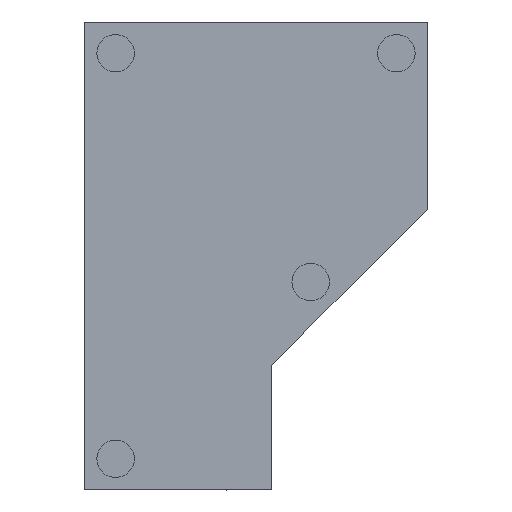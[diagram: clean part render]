
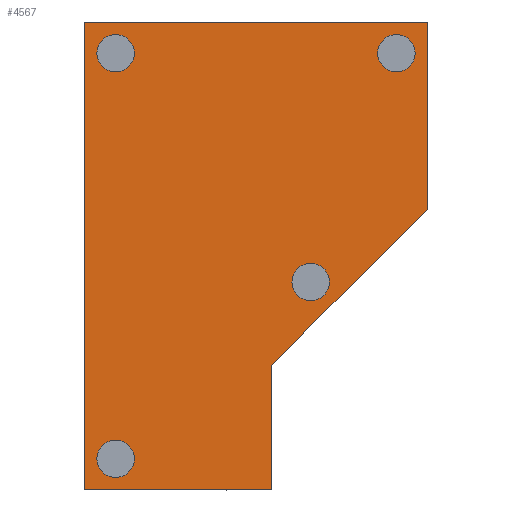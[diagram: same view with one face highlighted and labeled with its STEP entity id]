
A CAD part, front view. The second image highlights one B-rep face of the part: STEP entity #4567.
In plain terms, the highlighted planar face has unit normal (0, -1, 0).
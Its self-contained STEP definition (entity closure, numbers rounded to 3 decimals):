
#144=FACE_BOUND('',#674,.T.);
#145=FACE_BOUND('',#675,.T.);
#146=FACE_BOUND('',#676,.T.);
#147=FACE_BOUND('',#677,.T.);
#186=CIRCLE('',#4820,3.);
#188=CIRCLE('',#4824,3.);
#190=CIRCLE('',#4828,3.);
#192=CIRCLE('',#4832,3.);
#417=FACE_OUTER_BOUND('',#673,.T.);
#673=EDGE_LOOP('',(#3334,#3335,#3336,#3337,#3338,#3339));
#674=EDGE_LOOP('',(#3340));
#675=EDGE_LOOP('',(#3341));
#676=EDGE_LOOP('',(#3342));
#677=EDGE_LOOP('',(#3343));
#1029=LINE('',#6987,#1516);
#1030=LINE('',#6989,#1517);
#1031=LINE('',#6991,#1518);
#1032=LINE('',#6993,#1519);
#1033=LINE('',#6995,#1520);
#1034=LINE('',#6996,#1521);
#1516=VECTOR('',#5633,10.);
#1517=VECTOR('',#5634,10.);
#1518=VECTOR('',#5635,10.);
#1519=VECTOR('',#5636,10.);
#1520=VECTOR('',#5637,10.);
#1521=VECTOR('',#5638,10.);
#1921=VERTEX_POINT('',#6792);
#1923=VERTEX_POINT('',#6799);
#1925=VERTEX_POINT('',#6806);
#1927=VERTEX_POINT('',#6813);
#1989=VERTEX_POINT('',#6985);
#1990=VERTEX_POINT('',#6986);
#1991=VERTEX_POINT('',#6988);
#1992=VERTEX_POINT('',#6990);
#1993=VERTEX_POINT('',#6992);
#1994=VERTEX_POINT('',#6994);
#2416=EDGE_CURVE('',#1921,#1921,#186,.T.);
#2419=EDGE_CURVE('',#1923,#1923,#188,.T.);
#2422=EDGE_CURVE('',#1925,#1925,#190,.T.);
#2425=EDGE_CURVE('',#1927,#1927,#192,.T.);
#2508=EDGE_CURVE('',#1989,#1990,#1029,.T.);
#2509=EDGE_CURVE('',#1990,#1991,#1030,.T.);
#2510=EDGE_CURVE('',#1991,#1992,#1031,.T.);
#2511=EDGE_CURVE('',#1992,#1993,#1032,.T.);
#2512=EDGE_CURVE('',#1993,#1994,#1033,.T.);
#2513=EDGE_CURVE('',#1994,#1989,#1034,.T.);
#3334=ORIENTED_EDGE('',*,*,#2508,.T.);
#3335=ORIENTED_EDGE('',*,*,#2509,.T.);
#3336=ORIENTED_EDGE('',*,*,#2510,.T.);
#3337=ORIENTED_EDGE('',*,*,#2511,.T.);
#3338=ORIENTED_EDGE('',*,*,#2512,.T.);
#3339=ORIENTED_EDGE('',*,*,#2513,.T.);
#3340=ORIENTED_EDGE('',*,*,#2416,.T.);
#3341=ORIENTED_EDGE('',*,*,#2419,.T.);
#3342=ORIENTED_EDGE('',*,*,#2422,.T.);
#3343=ORIENTED_EDGE('',*,*,#2425,.T.);
#4375=PLANE('',#4886);
#4567=ADVANCED_FACE('',(#417,#144,#145,#146,#147),#4375,.T.);
#4820=AXIS2_PLACEMENT_3D('',#6793,#5441,#5442);
#4824=AXIS2_PLACEMENT_3D('',#6800,#5450,#5451);
#4828=AXIS2_PLACEMENT_3D('',#6807,#5459,#5460);
#4832=AXIS2_PLACEMENT_3D('',#6814,#5468,#5469);
#4886=AXIS2_PLACEMENT_3D('',#6984,#5631,#5632);
#5441=DIRECTION('center_axis',(0.,1.,0.));
#5442=DIRECTION('ref_axis',(1.,0.,0.));
#5450=DIRECTION('center_axis',(0.,1.,0.));
#5451=DIRECTION('ref_axis',(1.,0.,0.));
#5459=DIRECTION('center_axis',(0.,1.,0.));
#5460=DIRECTION('ref_axis',(1.,0.,0.));
#5468=DIRECTION('center_axis',(0.,1.,0.));
#5469=DIRECTION('ref_axis',(1.,0.,0.));
#5631=DIRECTION('center_axis',(0.,-1.,0.));
#5632=DIRECTION('ref_axis',(0.,0.,-1.));
#5633=DIRECTION('',(1.,0.,0.));
#5634=DIRECTION('',(0.,0.,1.));
#5635=DIRECTION('',(0.707,0.,0.707));
#5636=DIRECTION('',(0.,0.,1.));
#5637=DIRECTION('',(-1.,0.,0.));
#5638=DIRECTION('',(0.,0.,-1.));
#6792=CARTESIAN_POINT('',(-21.433,-1.,-38.526));
#6793=CARTESIAN_POINT('Origin',(-18.433,-1.,-38.526));
#6799=CARTESIAN_POINT('',(9.829,-1.,-10.193));
#6800=CARTESIAN_POINT('Origin',(12.829,-1.,-10.193));
#6806=CARTESIAN_POINT('',(-21.433,-1.,26.474));
#6807=CARTESIAN_POINT('Origin',(-18.433,-1.,26.474));
#6813=CARTESIAN_POINT('',(23.567,-1.,26.474));
#6814=CARTESIAN_POINT('Origin',(26.567,-1.,26.474));
#6984=CARTESIAN_POINT('Origin',(4.067,-1.,-6.026));
#6985=CARTESIAN_POINT('',(-23.433,-1.,-43.526));
#6986=CARTESIAN_POINT('',(6.567,-1.,-43.526));
#6987=CARTESIAN_POINT('',(6.567,-1.,-43.526));
#6988=CARTESIAN_POINT('',(6.567,-1.,-23.526));
#6989=CARTESIAN_POINT('',(6.567,-1.,-43.526));
#6990=CARTESIAN_POINT('',(31.567,-1.,1.474));
#6991=CARTESIAN_POINT('',(6.567,-1.,-23.526));
#6992=CARTESIAN_POINT('',(31.567,-1.,31.474));
#6993=CARTESIAN_POINT('',(31.567,-1.,31.474));
#6994=CARTESIAN_POINT('',(-23.433,-1.,31.474));
#6995=CARTESIAN_POINT('',(-23.433,-1.,31.474));
#6996=CARTESIAN_POINT('',(-23.433,-1.,-43.526));
